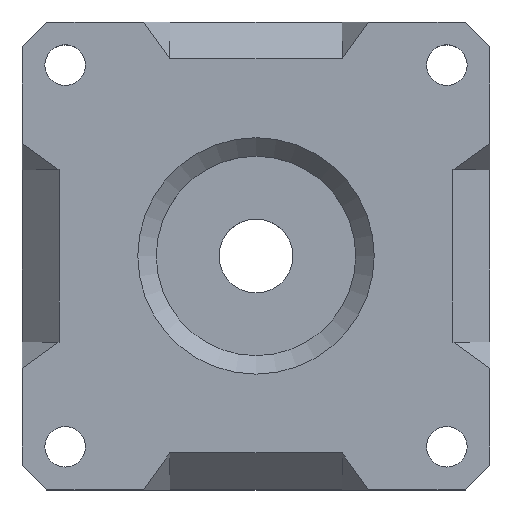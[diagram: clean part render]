
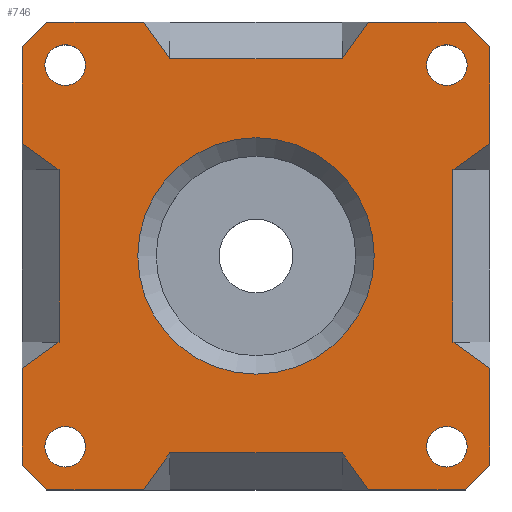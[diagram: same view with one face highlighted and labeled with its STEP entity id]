
A CAD part, top view. The second image highlights one B-rep face of the part: STEP entity #746.
In plain terms, the highlighted planar face has unit normal (0, 0, 1).
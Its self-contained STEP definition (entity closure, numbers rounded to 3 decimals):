
#15=FACE_BOUND('',#109,.T.);
#16=FACE_BOUND('',#110,.T.);
#17=FACE_BOUND('',#111,.T.);
#18=FACE_BOUND('',#112,.T.);
#19=FACE_BOUND('',#113,.T.);
#26=PLANE('',#806);
#65=FACE_OUTER_BOUND('',#108,.T.);
#108=EDGE_LOOP('',(#534,#535,#536,#537,#538,#539,#540,#541,#542,#543,#544,
#545,#546,#547,#548,#549,#550,#551,#552,#553,#554,#555,#556,#557));
#109=EDGE_LOOP('',(#558));
#110=EDGE_LOOP('',(#559));
#111=EDGE_LOOP('',(#560));
#112=EDGE_LOOP('',(#561));
#113=EDGE_LOOP('',(#562));
#162=LINE('',#1088,#250);
#163=LINE('',#1090,#251);
#164=LINE('',#1092,#252);
#165=LINE('',#1094,#253);
#166=LINE('',#1096,#254);
#167=LINE('',#1098,#255);
#168=LINE('',#1100,#256);
#169=LINE('',#1102,#257);
#170=LINE('',#1104,#258);
#171=LINE('',#1106,#259);
#172=LINE('',#1108,#260);
#173=LINE('',#1110,#261);
#174=LINE('',#1112,#262);
#175=LINE('',#1114,#263);
#176=LINE('',#1116,#264);
#177=LINE('',#1118,#265);
#178=LINE('',#1120,#266);
#179=LINE('',#1122,#267);
#180=LINE('',#1124,#268);
#181=LINE('',#1126,#269);
#182=LINE('',#1128,#270);
#183=LINE('',#1130,#271);
#184=LINE('',#1132,#272);
#185=LINE('',#1133,#273);
#250=VECTOR('',#878,1000.);
#251=VECTOR('',#879,1000.);
#252=VECTOR('',#880,1000.);
#253=VECTOR('',#881,1000.);
#254=VECTOR('',#882,1000.);
#255=VECTOR('',#883,1000.);
#256=VECTOR('',#884,1000.);
#257=VECTOR('',#885,1000.);
#258=VECTOR('',#886,1000.);
#259=VECTOR('',#887,1000.);
#260=VECTOR('',#888,1000.);
#261=VECTOR('',#889,1000.);
#262=VECTOR('',#890,1000.);
#263=VECTOR('',#891,1000.);
#264=VECTOR('',#892,1000.);
#265=VECTOR('',#893,1000.);
#266=VECTOR('',#894,1000.);
#267=VECTOR('',#895,1000.);
#268=VECTOR('',#896,1000.);
#269=VECTOR('',#897,1000.);
#270=VECTOR('',#898,1000.);
#271=VECTOR('',#899,1000.);
#272=VECTOR('',#900,1000.);
#273=VECTOR('',#901,1000.);
#336=CIRCLE('',#802,9.6);
#339=CIRCLE('',#807,1.65);
#340=CIRCLE('',#808,1.65);
#341=CIRCLE('',#809,1.65);
#342=CIRCLE('',#810,1.65);
#354=VERTEX_POINT('',#1076);
#357=VERTEX_POINT('',#1086);
#358=VERTEX_POINT('',#1087);
#359=VERTEX_POINT('',#1089);
#360=VERTEX_POINT('',#1091);
#361=VERTEX_POINT('',#1093);
#362=VERTEX_POINT('',#1095);
#363=VERTEX_POINT('',#1097);
#364=VERTEX_POINT('',#1099);
#365=VERTEX_POINT('',#1101);
#366=VERTEX_POINT('',#1103);
#367=VERTEX_POINT('',#1105);
#368=VERTEX_POINT('',#1107);
#369=VERTEX_POINT('',#1109);
#370=VERTEX_POINT('',#1111);
#371=VERTEX_POINT('',#1113);
#372=VERTEX_POINT('',#1115);
#373=VERTEX_POINT('',#1117);
#374=VERTEX_POINT('',#1119);
#375=VERTEX_POINT('',#1121);
#376=VERTEX_POINT('',#1123);
#377=VERTEX_POINT('',#1125);
#378=VERTEX_POINT('',#1127);
#379=VERTEX_POINT('',#1129);
#380=VERTEX_POINT('',#1131);
#381=VERTEX_POINT('',#1134);
#382=VERTEX_POINT('',#1136);
#383=VERTEX_POINT('',#1138);
#384=VERTEX_POINT('',#1140);
#420=EDGE_CURVE('',#354,#354,#336,.T.);
#425=EDGE_CURVE('',#357,#358,#162,.T.);
#426=EDGE_CURVE('',#358,#359,#163,.T.);
#427=EDGE_CURVE('',#360,#359,#164,.T.);
#428=EDGE_CURVE('',#360,#361,#165,.F.);
#429=EDGE_CURVE('',#361,#362,#166,.T.);
#430=EDGE_CURVE('',#362,#363,#167,.F.);
#431=EDGE_CURVE('',#363,#364,#168,.T.);
#432=EDGE_CURVE('',#364,#365,#169,.T.);
#433=EDGE_CURVE('',#366,#365,#170,.T.);
#434=EDGE_CURVE('',#366,#367,#171,.F.);
#435=EDGE_CURVE('',#367,#368,#172,.T.);
#436=EDGE_CURVE('',#368,#369,#173,.T.);
#437=EDGE_CURVE('',#370,#369,#174,.T.);
#438=EDGE_CURVE('',#370,#371,#175,.T.);
#439=EDGE_CURVE('',#372,#371,#176,.T.);
#440=EDGE_CURVE('',#372,#373,#177,.F.);
#441=EDGE_CURVE('',#374,#373,#178,.T.);
#442=EDGE_CURVE('',#374,#375,#179,.F.);
#443=EDGE_CURVE('',#376,#375,#180,.T.);
#444=EDGE_CURVE('',#376,#377,#181,.T.);
#445=EDGE_CURVE('',#378,#377,#182,.T.);
#446=EDGE_CURVE('',#378,#379,#183,.F.);
#447=EDGE_CURVE('',#380,#379,#184,.T.);
#448=EDGE_CURVE('',#380,#357,#185,.T.);
#449=EDGE_CURVE('',#381,#381,#339,.T.);
#450=EDGE_CURVE('',#382,#382,#340,.T.);
#451=EDGE_CURVE('',#383,#383,#341,.T.);
#452=EDGE_CURVE('',#384,#384,#342,.T.);
#534=ORIENTED_EDGE('',*,*,#425,.T.);
#535=ORIENTED_EDGE('',*,*,#426,.T.);
#536=ORIENTED_EDGE('',*,*,#427,.F.);
#537=ORIENTED_EDGE('',*,*,#428,.T.);
#538=ORIENTED_EDGE('',*,*,#429,.T.);
#539=ORIENTED_EDGE('',*,*,#430,.T.);
#540=ORIENTED_EDGE('',*,*,#431,.T.);
#541=ORIENTED_EDGE('',*,*,#432,.T.);
#542=ORIENTED_EDGE('',*,*,#433,.F.);
#543=ORIENTED_EDGE('',*,*,#434,.T.);
#544=ORIENTED_EDGE('',*,*,#435,.T.);
#545=ORIENTED_EDGE('',*,*,#436,.T.);
#546=ORIENTED_EDGE('',*,*,#437,.F.);
#547=ORIENTED_EDGE('',*,*,#438,.T.);
#548=ORIENTED_EDGE('',*,*,#439,.F.);
#549=ORIENTED_EDGE('',*,*,#440,.T.);
#550=ORIENTED_EDGE('',*,*,#441,.F.);
#551=ORIENTED_EDGE('',*,*,#442,.T.);
#552=ORIENTED_EDGE('',*,*,#443,.F.);
#553=ORIENTED_EDGE('',*,*,#444,.T.);
#554=ORIENTED_EDGE('',*,*,#445,.F.);
#555=ORIENTED_EDGE('',*,*,#446,.T.);
#556=ORIENTED_EDGE('',*,*,#447,.F.);
#557=ORIENTED_EDGE('',*,*,#448,.T.);
#558=ORIENTED_EDGE('',*,*,#449,.F.);
#559=ORIENTED_EDGE('',*,*,#450,.F.);
#560=ORIENTED_EDGE('',*,*,#451,.F.);
#561=ORIENTED_EDGE('',*,*,#452,.F.);
#562=ORIENTED_EDGE('',*,*,#420,.F.);
#746=ADVANCED_FACE('',(#65,#15,#16,#17,#18,#19),#26,.T.);
#802=AXIS2_PLACEMENT_3D('',#1077,#866,#867);
#806=AXIS2_PLACEMENT_3D('',#1085,#876,#877);
#807=AXIS2_PLACEMENT_3D('',#1135,#902,#903);
#808=AXIS2_PLACEMENT_3D('',#1137,#904,#905);
#809=AXIS2_PLACEMENT_3D('',#1139,#906,#907);
#810=AXIS2_PLACEMENT_3D('',#1141,#908,#909);
#866=DIRECTION('center_axis',(0.,0.,1.));
#867=DIRECTION('ref_axis',(-1.,0.,0.));
#876=DIRECTION('center_axis',(0.,0.,1.));
#877=DIRECTION('ref_axis',(1.,0.,0.));
#878=DIRECTION('',(0.,-1.,0.));
#879=DIRECTION('',(0.816,-0.577,0.));
#880=DIRECTION('',(0.,1.,0.));
#881=DIRECTION('',(0.816,0.577,0.));
#882=DIRECTION('',(0.,-1.,0.));
#883=DIRECTION('',(-0.707,0.707,0.));
#884=DIRECTION('',(1.,0.,0.));
#885=DIRECTION('',(0.577,0.816,0.));
#886=DIRECTION('',(-1.,0.,0.));
#887=DIRECTION('',(-0.577,0.816,0.));
#888=DIRECTION('',(1.,0.,0.));
#889=DIRECTION('',(0.707,0.707,0.));
#890=DIRECTION('',(0.,-1.,0.));
#891=DIRECTION('',(-0.816,0.577,0.));
#892=DIRECTION('',(0.,-1.,0.));
#893=DIRECTION('',(-0.816,-0.577,0.));
#894=DIRECTION('',(0.,-1.,0.));
#895=DIRECTION('',(0.707,-0.707,0.));
#896=DIRECTION('',(1.,0.,0.));
#897=DIRECTION('',(-0.577,-0.816,0.));
#898=DIRECTION('',(1.,0.,0.));
#899=DIRECTION('',(0.577,-0.816,0.));
#900=DIRECTION('',(1.,0.,0.));
#901=DIRECTION('',(-0.707,-0.707,0.));
#902=DIRECTION('center_axis',(0.,0.,1.));
#903=DIRECTION('ref_axis',(1.,0.,0.));
#904=DIRECTION('center_axis',(0.,0.,1.));
#905=DIRECTION('ref_axis',(1.,0.,0.));
#906=DIRECTION('center_axis',(0.,0.,1.));
#907=DIRECTION('ref_axis',(1.,0.,0.));
#908=DIRECTION('center_axis',(0.,0.,1.));
#909=DIRECTION('ref_axis',(1.,0.,0.));
#1076=CARTESIAN_POINT('',(9.6,0.,9.));
#1077=CARTESIAN_POINT('Origin',(0.,0.,9.));
#1085=CARTESIAN_POINT('Origin',(0.,0.,9.));
#1086=CARTESIAN_POINT('',(-19.,17.,9.));
#1087=CARTESIAN_POINT('',(-19.,9.121,9.));
#1088=CARTESIAN_POINT('',(-19.,0.,9.));
#1089=CARTESIAN_POINT('',(-16.,7.,9.));
#1090=CARTESIAN_POINT('',(-17.,7.707,9.));
#1091=CARTESIAN_POINT('',(-16.,-7.,9.));
#1092=CARTESIAN_POINT('',(-16.,-12.,9.));
#1093=CARTESIAN_POINT('',(-19.,-9.121,9.));
#1094=CARTESIAN_POINT('',(-21.714,-11.04,9.));
#1095=CARTESIAN_POINT('',(-19.,-17.,9.));
#1096=CARTESIAN_POINT('',(-19.,0.,9.));
#1097=CARTESIAN_POINT('',(-17.,-19.,9.));
#1098=CARTESIAN_POINT('',(-18.,-18.,9.));
#1099=CARTESIAN_POINT('',(-9.121,-19.,9.));
#1100=CARTESIAN_POINT('',(0.,-19.,9.));
#1101=CARTESIAN_POINT('',(-7.,-16.,9.));
#1102=CARTESIAN_POINT('',(-7.707,-17.,9.));
#1103=CARTESIAN_POINT('',(7.,-16.,9.));
#1104=CARTESIAN_POINT('',(12.,-16.,9.));
#1105=CARTESIAN_POINT('',(9.121,-19.,9.));
#1106=CARTESIAN_POINT('',(11.04,-21.714,9.));
#1107=CARTESIAN_POINT('',(17.,-19.,9.));
#1108=CARTESIAN_POINT('',(0.,-19.,9.));
#1109=CARTESIAN_POINT('',(19.,-17.,9.));
#1110=CARTESIAN_POINT('',(18.,-18.,9.));
#1111=CARTESIAN_POINT('',(19.,-9.121,9.));
#1112=CARTESIAN_POINT('',(19.,0.,9.));
#1113=CARTESIAN_POINT('',(16.,-7.,9.));
#1114=CARTESIAN_POINT('',(17.,-7.707,9.));
#1115=CARTESIAN_POINT('',(16.,7.,9.));
#1116=CARTESIAN_POINT('',(16.,12.,9.));
#1117=CARTESIAN_POINT('',(19.,9.121,9.));
#1118=CARTESIAN_POINT('',(21.714,11.04,9.));
#1119=CARTESIAN_POINT('',(19.,17.,9.));
#1120=CARTESIAN_POINT('',(19.,0.,9.));
#1121=CARTESIAN_POINT('',(17.,19.,9.));
#1122=CARTESIAN_POINT('',(18.,18.,9.));
#1123=CARTESIAN_POINT('',(9.121,19.,9.));
#1124=CARTESIAN_POINT('',(0.,19.,9.));
#1125=CARTESIAN_POINT('',(7.,16.,9.));
#1126=CARTESIAN_POINT('',(7.707,17.,9.));
#1127=CARTESIAN_POINT('',(-7.,16.,9.));
#1128=CARTESIAN_POINT('',(-12.,16.,9.));
#1129=CARTESIAN_POINT('',(-9.121,19.,9.));
#1130=CARTESIAN_POINT('',(-11.04,21.714,9.));
#1131=CARTESIAN_POINT('',(-17.,19.,9.));
#1132=CARTESIAN_POINT('',(0.,19.,9.));
#1133=CARTESIAN_POINT('',(-18.,18.,9.));
#1134=CARTESIAN_POINT('',(-13.85,-15.5,9.));
#1135=CARTESIAN_POINT('Origin',(-15.5,-15.5,9.));
#1136=CARTESIAN_POINT('',(17.15,-15.5,9.));
#1137=CARTESIAN_POINT('Origin',(15.5,-15.5,9.));
#1138=CARTESIAN_POINT('',(17.15,15.5,9.));
#1139=CARTESIAN_POINT('Origin',(15.5,15.5,9.));
#1140=CARTESIAN_POINT('',(-13.85,15.5,9.));
#1141=CARTESIAN_POINT('Origin',(-15.5,15.5,9.));
